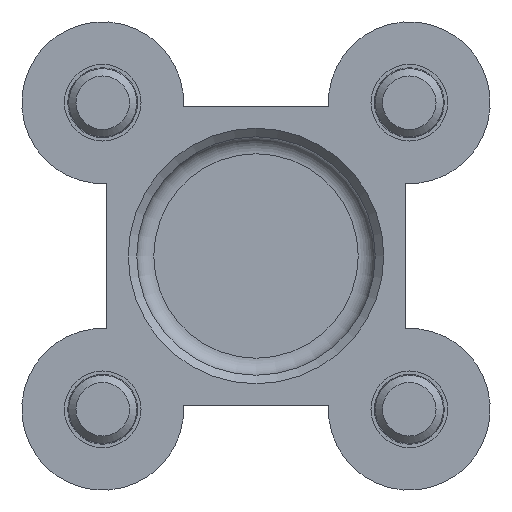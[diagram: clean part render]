
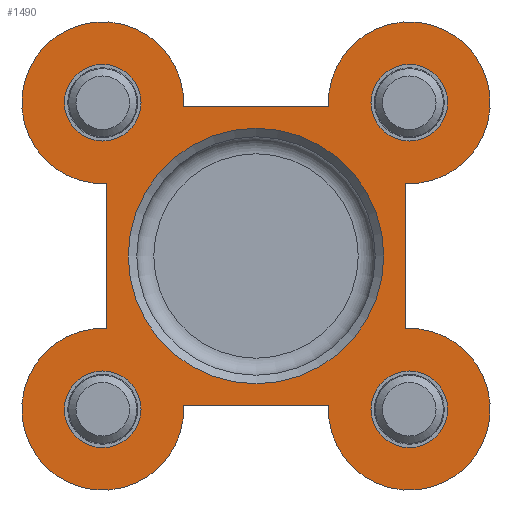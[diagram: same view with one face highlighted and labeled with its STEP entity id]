
A CAD part, front view. The second image highlights one B-rep face of the part: STEP entity #1490.
In plain terms, the highlighted planar face has unit normal (0, -1, 0).
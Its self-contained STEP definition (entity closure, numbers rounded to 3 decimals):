
#116=CIRCLE('',#1578,4.75);
#118=CIRCLE('',#1581,4.75);
#120=CIRCLE('',#1585,4.75);
#122=CIRCLE('',#1592,4.75);
#125=CIRCLE('',#1597,7.5);
#126=CIRCLE('',#1598,2.25);
#127=CIRCLE('',#1599,2.25);
#128=CIRCLE('',#1600,2.25);
#129=CIRCLE('',#1601,2.25);
#281=ORIENTED_EDGE('',*,*,#563,.F.);
#282=ORIENTED_EDGE('',*,*,#564,.F.);
#283=ORIENTED_EDGE('',*,*,#565,.F.);
#284=ORIENTED_EDGE('',*,*,#566,.F.);
#285=ORIENTED_EDGE('',*,*,#567,.F.);
#286=ORIENTED_EDGE('',*,*,#530,.F.);
#287=ORIENTED_EDGE('',*,*,#549,.F.);
#288=ORIENTED_EDGE('',*,*,#545,.F.);
#289=ORIENTED_EDGE('',*,*,#540,.F.);
#290=ORIENTED_EDGE('',*,*,#493,.F.);
#291=ORIENTED_EDGE('',*,*,#560,.F.);
#292=ORIENTED_EDGE('',*,*,#478,.F.);
#293=ORIENTED_EDGE('',*,*,#537,.F.);
#478=EDGE_CURVE('',#632,#633,#739,.T.);
#493=EDGE_CURVE('',#647,#648,#752,.T.);
#530=EDGE_CURVE('',#677,#678,#772,.T.);
#537=EDGE_CURVE('',#678,#632,#116,.T.);
#540=EDGE_CURVE('',#648,#682,#118,.T.);
#545=EDGE_CURVE('',#682,#687,#782,.T.);
#549=EDGE_CURVE('',#687,#677,#120,.T.);
#560=EDGE_CURVE('',#633,#647,#122,.T.);
#563=EDGE_CURVE('',#691,#691,#125,.T.);
#564=EDGE_CURVE('',#692,#692,#126,.T.);
#565=EDGE_CURVE('',#693,#693,#127,.T.);
#566=EDGE_CURVE('',#694,#694,#128,.T.);
#567=EDGE_CURVE('',#695,#695,#129,.T.);
#632=VERTEX_POINT('',#2059);
#633=VERTEX_POINT('',#2061);
#647=VERTEX_POINT('',#2091);
#648=VERTEX_POINT('',#2093);
#677=VERTEX_POINT('',#2207);
#678=VERTEX_POINT('',#2209);
#682=VERTEX_POINT('',#2224);
#687=VERTEX_POINT('',#2237);
#691=VERTEX_POINT('',#2291);
#692=VERTEX_POINT('',#2293);
#693=VERTEX_POINT('',#2295);
#694=VERTEX_POINT('',#2297);
#695=VERTEX_POINT('',#2299);
#739=LINE('',#2060,#809);
#752=LINE('',#2092,#822);
#772=LINE('',#2208,#842);
#782=LINE('',#2236,#852);
#809=VECTOR('',#1702,1000.);
#822=VECTOR('',#1723,1000.);
#842=VECTOR('',#1775,1000.);
#852=VECTOR('',#1803,1000.);
#901=EDGE_LOOP('',(#281));
#902=EDGE_LOOP('',(#282));
#903=EDGE_LOOP('',(#283));
#904=EDGE_LOOP('',(#284));
#905=EDGE_LOOP('',(#285));
#906=EDGE_LOOP('',(#286,#287,#288,#289,#290,#291,#292,#293));
#1009=FACE_BOUND('',#901,.T.);
#1010=FACE_BOUND('',#902,.T.);
#1011=FACE_BOUND('',#903,.T.);
#1012=FACE_BOUND('',#904,.T.);
#1013=FACE_BOUND('',#905,.T.);
#1014=FACE_BOUND('',#906,.T.);
#1105=PLANE('',#1596);
#1490=ADVANCED_FACE('',(#1009,#1010,#1011,#1012,#1013,#1014),#1105,.F.);
#1578=AXIS2_PLACEMENT_3D('',#2220,#1788,#1789);
#1581=AXIS2_PLACEMENT_3D('',#2226,#1795,#1796);
#1585=AXIS2_PLACEMENT_3D('',#2243,#1810,#1811);
#1592=AXIS2_PLACEMENT_3D('',#2285,#1827,#1828);
#1596=AXIS2_PLACEMENT_3D('',#2289,#1835,#1836);
#1597=AXIS2_PLACEMENT_3D('',#2290,#1837,#1838);
#1598=AXIS2_PLACEMENT_3D('',#2292,#1839,#1840);
#1599=AXIS2_PLACEMENT_3D('',#2294,#1841,#1842);
#1600=AXIS2_PLACEMENT_3D('',#2296,#1843,#1844);
#1601=AXIS2_PLACEMENT_3D('',#2298,#1845,#1846);
#1702=DIRECTION('',(1.,0.,0.));
#1723=DIRECTION('',(0.,0.,-1.));
#1775=DIRECTION('',(0.,0.,1.));
#1788=DIRECTION('',(0.,1.,0.));
#1789=DIRECTION('',(1.,0.,0.));
#1795=DIRECTION('',(0.,1.,0.));
#1796=DIRECTION('',(1.,0.,0.));
#1803=DIRECTION('',(-1.,0.,0.));
#1810=DIRECTION('',(0.,1.,0.));
#1811=DIRECTION('',(1.,0.,0.));
#1827=DIRECTION('',(0.,1.,0.));
#1828=DIRECTION('',(1.,0.,0.));
#1835=DIRECTION('',(0.,1.,0.));
#1836=DIRECTION('',(0.,0.,1.));
#1837=DIRECTION('',(0.,-1.,0.));
#1838=DIRECTION('',(0.,0.,-1.));
#1839=DIRECTION('',(0.,-1.,0.));
#1840=DIRECTION('',(0.,0.,-1.));
#1841=DIRECTION('',(0.,-1.,0.));
#1842=DIRECTION('',(0.,0.,-1.));
#1843=DIRECTION('',(0.,-1.,0.));
#1844=DIRECTION('',(0.,0.,-1.));
#1845=DIRECTION('',(0.,-1.,0.));
#1846=DIRECTION('',(0.,0.,-1.));
#2059=CARTESIAN_POINT('',(-4.257,0.,8.75));
#2060=CARTESIAN_POINT('',(-4.257,0.,8.75));
#2061=CARTESIAN_POINT('',(4.257,0.,8.75));
#2091=CARTESIAN_POINT('',(8.75,0.,4.257));
#2092=CARTESIAN_POINT('',(8.75,0.,4.257));
#2093=CARTESIAN_POINT('',(8.75,0.,-4.257));
#2207=CARTESIAN_POINT('',(-8.75,0.,-4.257));
#2208=CARTESIAN_POINT('',(-8.75,0.,-4.257));
#2209=CARTESIAN_POINT('',(-8.75,0.,4.257));
#2220=CARTESIAN_POINT('',(-9.,0.,9.));
#2224=CARTESIAN_POINT('',(4.257,0.,-8.75));
#2226=CARTESIAN_POINT('',(9.,0.,-9.));
#2236=CARTESIAN_POINT('',(4.257,0.,-8.75));
#2237=CARTESIAN_POINT('',(-4.257,0.,-8.75));
#2243=CARTESIAN_POINT('',(-9.,0.,-9.));
#2285=CARTESIAN_POINT('',(9.,0.,9.));
#2289=CARTESIAN_POINT('',(-9.,0.,9.));
#2290=CARTESIAN_POINT('',(0.,0.,0.));
#2291=CARTESIAN_POINT('',(0.,0.,-7.5));
#2292=CARTESIAN_POINT('',(-9.,0.,9.));
#2293=CARTESIAN_POINT('',(-9.,0.,6.75));
#2294=CARTESIAN_POINT('',(-9.,0.,-9.));
#2295=CARTESIAN_POINT('',(-9.,0.,-11.25));
#2296=CARTESIAN_POINT('',(9.,0.,-9.));
#2297=CARTESIAN_POINT('',(9.,0.,-11.25));
#2298=CARTESIAN_POINT('',(9.,0.,9.));
#2299=CARTESIAN_POINT('',(9.,0.,6.75));
